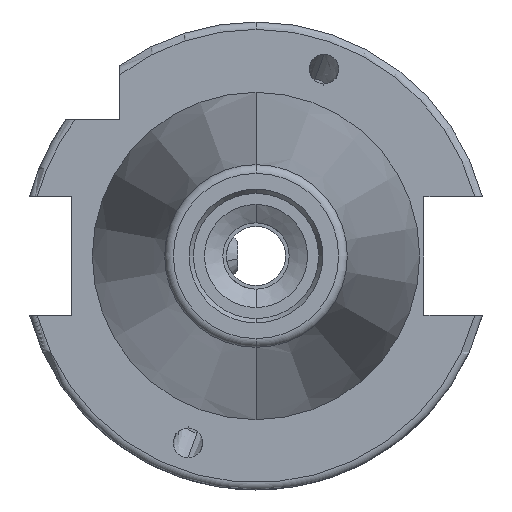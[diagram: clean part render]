
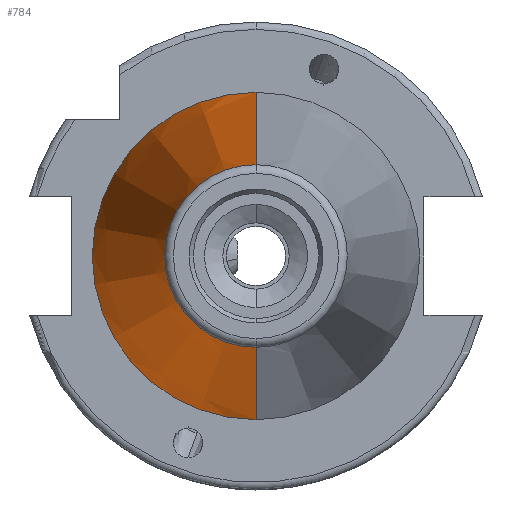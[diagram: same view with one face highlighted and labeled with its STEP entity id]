
A CAD part, left-side view. The second image highlights one B-rep face of the part: STEP entity #784.
In plain terms, the highlighted conical face has half-angle 8.297 degrees and reference radius 22.225 mm.
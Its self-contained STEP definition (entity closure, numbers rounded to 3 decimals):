
#778 = VERTEX_POINT ( 'NONE', #2609 ) ;
#780 = EDGE_CURVE ( 'NONE', #781, #778, #2608, .T. ) ;
#781 = VERTEX_POINT ( 'NONE', #2603 ) ;
#784 = ADVANCED_FACE ( 'NONE', ( #2598 ), #2595, .T. ) ;
#785 = EDGE_LOOP ( 'NONE', ( #786, #843, #845, #846 ) ) ;
#786 = ORIENTED_EDGE ( 'NONE', *, *, #840, .F. ) ;
#840 = EDGE_CURVE ( 'NONE', #841, #842, #2735, .T. ) ;
#841 = VERTEX_POINT ( 'NONE', #2730 ) ;
#842 = VERTEX_POINT ( 'NONE', #2729 ) ;
#843 = ORIENTED_EDGE ( 'NONE', *, *, #844, .T. ) ;
#844 = EDGE_CURVE ( 'NONE', #841, #781, #2728, .T. ) ;
#845 = ORIENTED_EDGE ( 'NONE', *, *, #780, .T. ) ;
#846 = ORIENTED_EDGE ( 'NONE', *, *, #847, .F. ) ;
#847 = EDGE_CURVE ( 'NONE', #842, #778, #2724, .T. ) ;
#2591 = DIRECTION ( 'NONE',  ( 0., 0., -1. ) ) ;
#2592 = DIRECTION ( 'NONE',  ( 1., 0., 0. ) ) ;
#2593 = CARTESIAN_POINT ( 'NONE',  ( 9.9, 0., 0. ) ) ;
#2594 = AXIS2_PLACEMENT_3D ( 'NONE', #2593, #2592, #2591 ) ;
#2595 = CONICAL_SURFACE ( 'NONE', #2594, 22.225, 0.145 ) ;
#2598 = FACE_OUTER_BOUND ( 'NONE', #785, .T. ) ;
#2603 = CARTESIAN_POINT ( 'NONE',  ( 9.9, 0., 22.225 ) ) ;
#2604 = DIRECTION ( 'NONE',  ( 0., 0., 1. ) ) ;
#2605 = DIRECTION ( 'NONE',  ( -1., 0., 0. ) ) ;
#2606 = CARTESIAN_POINT ( 'NONE',  ( 9.9, 0., 0. ) ) ;
#2607 = AXIS2_PLACEMENT_3D ( 'NONE', #2606, #2605, #2604 ) ;
#2608 = CIRCLE ( 'NONE', #2607, 22.225 ) ;
#2609 = CARTESIAN_POINT ( 'NONE',  ( 9.9, 0., -22.225 ) ) ;
#2721 = DIRECTION ( 'NONE',  ( 0.99, 0., -0.144 ) ) ;
#2722 = VECTOR ( 'NONE', #2721, 1000. ) ;
#2723 = CARTESIAN_POINT ( 'NONE',  ( 9.9, 0., -22.225 ) ) ;
#2724 = LINE ( 'NONE', #2723, #2722 ) ;
#2725 = DIRECTION ( 'NONE',  ( 0.99, 0., 0.144 ) ) ;
#2726 = VECTOR ( 'NONE', #2725, 1000. ) ;
#2727 = CARTESIAN_POINT ( 'NONE',  ( 9.9, 0., 22.225 ) ) ;
#2728 = LINE ( 'NONE', #2727, #2726 ) ;
#2729 = CARTESIAN_POINT ( 'NONE',  ( -57.473, 0., -12.4 ) ) ;
#2730 = CARTESIAN_POINT ( 'NONE',  ( -57.473, 0., 12.4 ) ) ;
#2731 = DIRECTION ( 'NONE',  ( 0., 0., 1. ) ) ;
#2732 = DIRECTION ( 'NONE',  ( -1., 0., 0. ) ) ;
#2733 = CARTESIAN_POINT ( 'NONE',  ( -57.473, 0., 0. ) ) ;
#2734 = AXIS2_PLACEMENT_3D ( 'NONE', #2733, #2732, #2731 ) ;
#2735 = CIRCLE ( 'NONE', #2734, 12.4 ) ;
